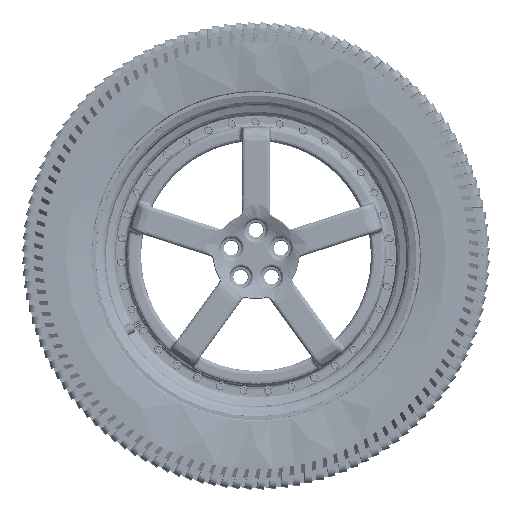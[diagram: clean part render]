
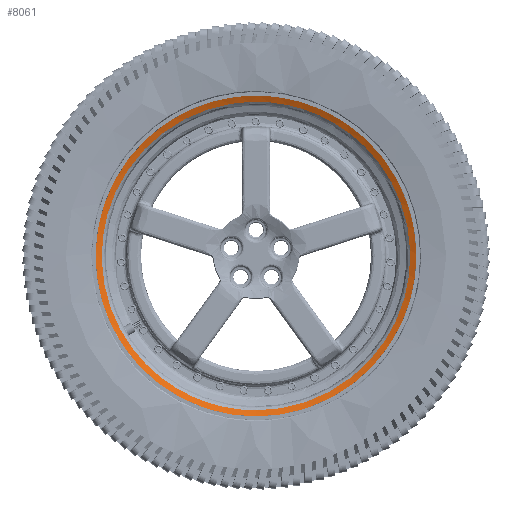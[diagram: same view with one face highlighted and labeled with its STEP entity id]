
A CAD part, front view. The second image highlights one B-rep face of the part: STEP entity #8061.
In plain terms, the highlighted free-form (B-spline) face has degree [3, 1] with [7, 2] control points.
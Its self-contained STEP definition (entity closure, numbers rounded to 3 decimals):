
#8061 = ADVANCED_FACE('',(#8062),#8098,.T.);
#8062 = FACE_BOUND('',#8063,.T.);
#8063 = EDGE_LOOP('',(#8064,#8073,#8083,#8088));
#8064 = ORIENTED_EDGE('',*,*,#8065,.F.);
#8065 = EDGE_CURVE('',#8066,#8068,#8070,.T.);
#8066 = VERTEX_POINT('',#8067);
#8067 = CARTESIAN_POINT('',(0.,-57.336,-141.291));
#8068 = VERTEX_POINT('',#8069);
#8069 = CARTESIAN_POINT('',(0.,-55.025,-135.849));
#8070 = B_SPLINE_CURVE_WITH_KNOTS('',1,(#8071,#8072),.UNSPECIFIED.,.F.,
  .F.,(2,2),(0.,4.669),.PIECEWISE_BEZIER_KNOTS.);
#8071 = CARTESIAN_POINT('',(0.,-57.336,-141.291));
#8072 = CARTESIAN_POINT('',(0.,-55.025,-135.849));
#8073 = ORIENTED_EDGE('',*,*,#8074,.F.);
#8074 = EDGE_CURVE('',#8066,#8066,#8075,.T.);
#8075 = ( BOUNDED_CURVE() B_SPLINE_CURVE(3,(#8076,#8077,#8078,#8079,
#8080,#8081,#8082),.UNSPECIFIED.,.T.,.F.) B_SPLINE_CURVE_WITH_KNOTS((4,3
,4),(0.,0.5,1.),.PIECEWISE_BEZIER_KNOTS.) CURVE() 
GEOMETRIC_REPRESENTATION_ITEM() RATIONAL_B_SPLINE_CURVE((1.,
    0.333,0.333,1.,0.333,0.333,1.)) 
REPRESENTATION_ITEM('') );
#8076 = CARTESIAN_POINT('',(0.,-57.336,-141.291));
#8077 = CARTESIAN_POINT('',(-282.583,-57.336,
    -141.291));
#8078 = CARTESIAN_POINT('',(-282.583,-57.336,141.291
    ));
#8079 = CARTESIAN_POINT('',(0.,-57.336,141.291));
#8080 = CARTESIAN_POINT('',(282.583,-57.336,
    141.291));
#8081 = CARTESIAN_POINT('',(282.583,-57.336,
    -141.291));
#8082 = CARTESIAN_POINT('',(0.,-57.336,-141.291));
#8083 = ORIENTED_EDGE('',*,*,#8084,.F.);
#8084 = EDGE_CURVE('',#8068,#8066,#8085,.T.);
#8085 = B_SPLINE_CURVE_WITH_KNOTS('',1,(#8086,#8087),.UNSPECIFIED.,.F.,
  .F.,(2,2),(0.,4.669),.PIECEWISE_BEZIER_KNOTS.);
#8086 = CARTESIAN_POINT('',(0.,-55.025,-135.849));
#8087 = CARTESIAN_POINT('',(0.,-57.336,-141.291));
#8088 = ORIENTED_EDGE('',*,*,#8089,.F.);
#8089 = EDGE_CURVE('',#8068,#8068,#8090,.T.);
#8090 = ( BOUNDED_CURVE() B_SPLINE_CURVE(3,(#8091,#8092,#8093,#8094,
#8095,#8096,#8097),.UNSPECIFIED.,.T.,.F.) B_SPLINE_CURVE_WITH_KNOTS((4,3
,4),(0.,0.5,1.),.PIECEWISE_BEZIER_KNOTS.) CURVE() 
GEOMETRIC_REPRESENTATION_ITEM() RATIONAL_B_SPLINE_CURVE((1.,
    0.333,0.333,1.,0.333,0.333,1.)) 
REPRESENTATION_ITEM('') );
#8091 = CARTESIAN_POINT('',(0.,-55.025,-135.849));
#8092 = CARTESIAN_POINT('',(271.698,-55.025,
    -135.849));
#8093 = CARTESIAN_POINT('',(271.698,-55.025,
    135.849));
#8094 = CARTESIAN_POINT('',(0.,-55.025,135.849));
#8095 = CARTESIAN_POINT('',(-271.698,-55.025,
    135.849));
#8096 = CARTESIAN_POINT('',(-271.698,-55.025,
    -135.849));
#8097 = CARTESIAN_POINT('',(0.,-55.025,-135.849));
#8098 = ( BOUNDED_SURFACE() B_SPLINE_SURFACE(3,1,(
    (#8099,#8100)
    ,(#8101,#8102)
    ,(#8103,#8104)
    ,(#8105,#8106)
    ,(#8107,#8108)
    ,(#8109,#8110)
    ,(#8111,#8112
)),.UNSPECIFIED.,.T.,.F.,.F.) B_SPLINE_SURFACE_WITH_KNOTS((4,3,4),(2,2),
  (0.,0.5,1.),(0.,1.),.PIECEWISE_BEZIER_KNOTS.) 
GEOMETRIC_REPRESENTATION_ITEM() RATIONAL_B_SPLINE_SURFACE((
    (1.,1.)
    ,(0.333,0.333)
    ,(0.333,0.333)
    ,(1.,1.)
    ,(0.333,0.333)
    ,(0.333,0.333)
,(1.,1.))) REPRESENTATION_ITEM('') SURFACE() );
#8099 = CARTESIAN_POINT('',(0.,-57.567,-141.836));
#8100 = CARTESIAN_POINT('',(0.,-55.025,-135.849));
#8101 = CARTESIAN_POINT('',(283.671,-57.567,
    -141.836));
#8102 = CARTESIAN_POINT('',(271.698,-55.025,
    -135.849));
#8103 = CARTESIAN_POINT('',(283.671,-57.567,
    141.836));
#8104 = CARTESIAN_POINT('',(271.698,-55.025,
    135.849));
#8105 = CARTESIAN_POINT('',(0.,-57.567,141.836));
#8106 = CARTESIAN_POINT('',(0.,-55.025,135.849));
#8107 = CARTESIAN_POINT('',(-283.671,-57.567,
    141.836));
#8108 = CARTESIAN_POINT('',(-271.698,-55.025,
    135.849));
#8109 = CARTESIAN_POINT('',(-283.671,-57.567,
    -141.836));
#8110 = CARTESIAN_POINT('',(-271.698,-55.025,
    -135.849));
#8111 = CARTESIAN_POINT('',(0.,-57.567,-141.836));
#8112 = CARTESIAN_POINT('',(0.,-55.025,-135.849));
